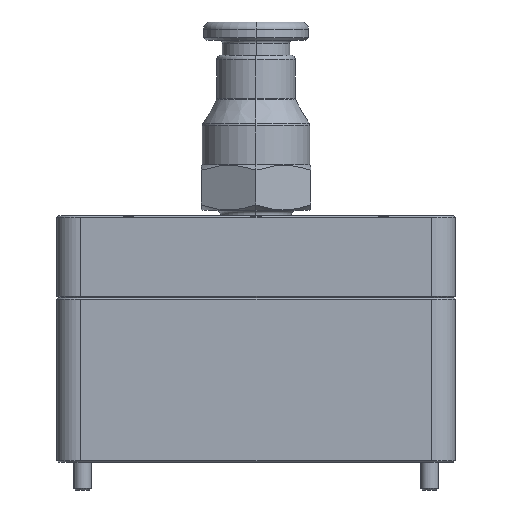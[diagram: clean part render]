
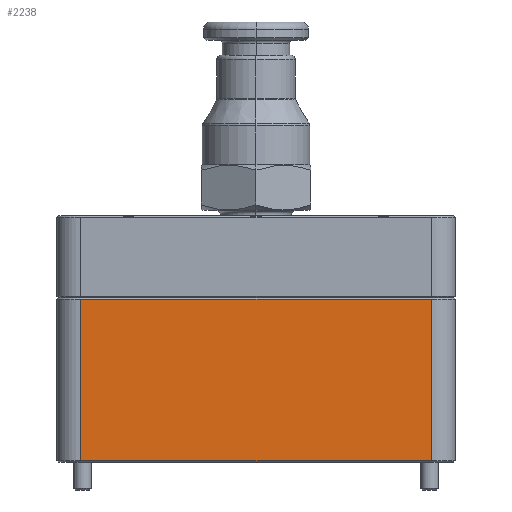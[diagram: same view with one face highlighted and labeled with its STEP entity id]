
A CAD part, left-side view. The second image highlights one B-rep face of the part: STEP entity #2238.
In plain terms, the highlighted planar face has unit normal (-1, 0, 0).
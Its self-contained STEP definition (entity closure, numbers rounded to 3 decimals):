
#2238=ADVANCED_FACE('',(#3130),#2917,.T.);
#2917=PLANE('',#11173);
#3130=FACE_OUTER_BOUND('',#3677,.T.);
#3677=EDGE_LOOP('',(#4767,#4768,#4769,#4770));
#4767=ORIENTED_EDGE('',*,*,#8486,.T.);
#4768=ORIENTED_EDGE('',*,*,#8487,.T.);
#4769=ORIENTED_EDGE('',*,*,#8488,.T.);
#4770=ORIENTED_EDGE('',*,*,#8489,.T.);
#7553=VERTEX_POINT('',#16340);
#7554=VERTEX_POINT('',#16341);
#7555=VERTEX_POINT('',#16343);
#7556=VERTEX_POINT('',#16345);
#8486=EDGE_CURVE('',#7553,#7554,#9788,.T.);
#8487=EDGE_CURVE('',#7554,#7555,#9789,.T.);
#8488=EDGE_CURVE('',#7555,#7556,#9790,.T.);
#8489=EDGE_CURVE('',#7556,#7553,#9791,.T.);
#9788=LINE('',#16339,#10476);
#9789=LINE('',#16342,#10477);
#9790=LINE('',#16344,#10478);
#9791=LINE('',#16346,#10479);
#10476=VECTOR('',#12799,1.);
#10477=VECTOR('',#12800,1.);
#10478=VECTOR('',#12801,1.);
#10479=VECTOR('',#12802,1.);
#11173=AXIS2_PLACEMENT_3D('',#16347,#12803,#12804);
#12799=DIRECTION('',(0.,0.,-1.));
#12800=DIRECTION('',(0.,-1.,0.));
#12801=DIRECTION('',(0.,0.,1.));
#12802=DIRECTION('',(0.,1.,0.));
#12803=DIRECTION('',(-1.,0.,0.));
#12804=DIRECTION('',(0.,0.,1.));
#16339=CARTESIAN_POINT('',(-34.5,19.2,0.));
#16340=CARTESIAN_POINT('',(-34.5,19.2,17.85));
#16341=CARTESIAN_POINT('',(-34.5,19.2,0.15));
#16342=CARTESIAN_POINT('',(-34.5,-19.2,0.15));
#16343=CARTESIAN_POINT('',(-34.5,-19.2,0.15));
#16344=CARTESIAN_POINT('',(-34.5,-19.2,0.));
#16345=CARTESIAN_POINT('',(-34.5,-19.2,17.85));
#16346=CARTESIAN_POINT('',(-34.5,21.8,17.85));
#16347=CARTESIAN_POINT('',(-34.5,21.8,0.));
